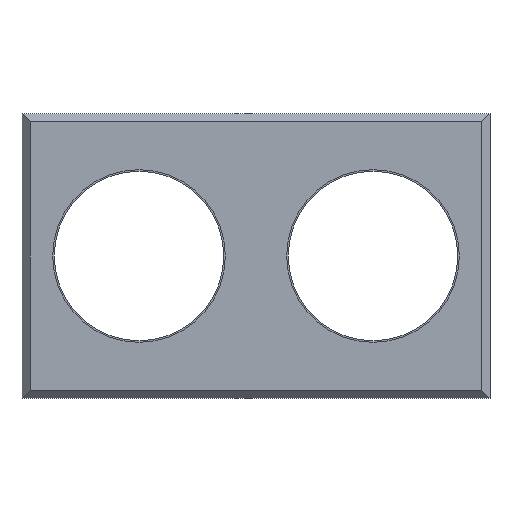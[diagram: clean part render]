
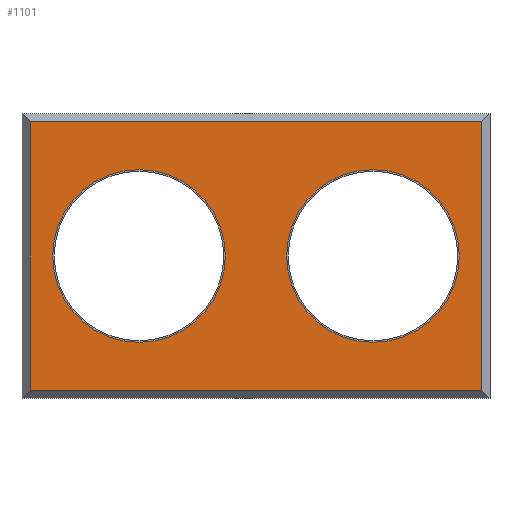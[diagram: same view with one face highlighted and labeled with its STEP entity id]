
A CAD part, left-side view. The second image highlights one B-rep face of the part: STEP entity #1101.
In plain terms, the highlighted planar face has unit normal (-1, 0, 0).
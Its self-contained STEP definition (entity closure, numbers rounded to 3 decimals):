
#26 = AXIS2_PLACEMENT_3D ( 'NONE', #346, #693, #1169 ) ;
#37 = VERTEX_POINT ( 'NONE', #1541 ) ;
#50 = EDGE_CURVE ( 'NONE', #132, #37, #315, .T. ) ;
#100 = VERTEX_POINT ( 'NONE', #669 ) ;
#130 = EDGE_CURVE ( 'NONE', #596, #555, #1091, .T. ) ;
#132 = VERTEX_POINT ( 'NONE', #1285 ) ;
#139 = EDGE_CURVE ( 'NONE', #1361, #100, #1005, .T. ) ;
#143 = ORIENTED_EDGE ( 'NONE', *, *, #247, .F. ) ;
#162 = ORIENTED_EDGE ( 'NONE', *, *, #139, .T. ) ;
#193 = CARTESIAN_POINT ( 'NONE',  ( 38.175, 242.3, 23.2 ) ) ;
#218 = DIRECTION ( 'NONE',  ( 0., 0., 1. ) ) ;
#247 = EDGE_CURVE ( 'NONE', #555, #596, #1540, .T. ) ;
#315 = LINE ( 'NONE', #1508, #1464 ) ;
#342 = DIRECTION ( 'NONE',  ( -1., 0., 0. ) ) ;
#346 = CARTESIAN_POINT ( 'NONE',  ( 38.175, 225.013, 29.8 ) ) ;
#347 = CARTESIAN_POINT ( 'NONE',  ( 38.175, 236.538, 34.05 ) ) ;
#434 = ORIENTED_EDGE ( 'NONE', *, *, #569, .F. ) ;
#443 = CARTESIAN_POINT ( 'NONE',  ( 38.175, 241.9, 23.2 ) ) ;
#447 = EDGE_LOOP ( 'NONE', ( #143, #665 ) ) ;
#450 = DIRECTION ( 'NONE',  ( 0., 0., 1. ) ) ;
#511 = AXIS2_PLACEMENT_3D ( 'NONE', #532, #524, #1145 ) ;
#524 = DIRECTION ( 'NONE',  ( -1., 0., 0. ) ) ;
#532 = CARTESIAN_POINT ( 'NONE',  ( 38.175, 225.013, 29.8 ) ) ;
#555 = VERTEX_POINT ( 'NONE', #1167 ) ;
#569 = EDGE_CURVE ( 'NONE', #1522, #1423, #891, .T. ) ;
#595 = DIRECTION ( 'NONE',  ( 0., 0., 1. ) ) ;
#596 = VERTEX_POINT ( 'NONE', #712 ) ;
#665 = ORIENTED_EDGE ( 'NONE', *, *, #130, .F. ) ;
#669 = CARTESIAN_POINT ( 'NONE',  ( 38.175, 219.65, 23.2 ) ) ;
#693 = DIRECTION ( 'NONE',  ( -1., 0., 0. ) ) ;
#710 = EDGE_CURVE ( 'NONE', #37, #1361, #1082, .T. ) ;
#712 = CARTESIAN_POINT ( 'NONE',  ( 38.175, 225.013, 25.55 ) ) ;
#720 = FACE_OUTER_BOUND ( 'NONE', #755, .T. ) ;
#738 = AXIS2_PLACEMENT_3D ( 'NONE', #1176, #814, #218 ) ;
#755 = EDGE_LOOP ( 'NONE', ( #162, #784, #1234, #1110 ) ) ;
#784 = ORIENTED_EDGE ( 'NONE', *, *, #1444, .T. ) ;
#810 = CARTESIAN_POINT ( 'NONE',  ( 38.175, 236.538, 29.8 ) ) ;
#814 = DIRECTION ( 'NONE',  ( -1., 0., 0. ) ) ;
#824 = FACE_BOUND ( 'NONE', #447, .T. ) ;
#830 = PLANE ( 'NONE',  #844 ) ;
#834 = DIRECTION ( 'NONE',  ( 0., 0., 1. ) ) ;
#844 = AXIS2_PLACEMENT_3D ( 'NONE', #1337, #342, #595 ) ;
#869 = CIRCLE ( 'NONE', #1521, 4.25 ) ;
#891 = CIRCLE ( 'NONE', #738, 4.25 ) ;
#950 = DIRECTION ( 'NONE',  ( 0., 0., -1. ) ) ;
#957 = CARTESIAN_POINT ( 'NONE',  ( 38.175, 241.9, 36.8 ) ) ;
#959 = LINE ( 'NONE', #1078, #1441 ) ;
#1005 = LINE ( 'NONE', #193, #1249 ) ;
#1037 = DIRECTION ( 'NONE',  ( 0., 1., 0. ) ) ;
#1078 = CARTESIAN_POINT ( 'NONE',  ( 38.175, 219.65, 36.8 ) ) ;
#1082 = LINE ( 'NONE', #957, #1092 ) ;
#1091 = CIRCLE ( 'NONE', #511, 4.25 ) ;
#1092 = VECTOR ( 'NONE', #950, 1000. ) ;
#1101 = ADVANCED_FACE ( 'NONE', ( #1434, #824, #720 ), #830, .T. ) ;
#1110 = ORIENTED_EDGE ( 'NONE', *, *, #710, .T. ) ;
#1145 = DIRECTION ( 'NONE',  ( 0., 0., 1. ) ) ;
#1167 = CARTESIAN_POINT ( 'NONE',  ( 38.175, 225.013, 34.05 ) ) ;
#1169 = DIRECTION ( 'NONE',  ( 0., 0., 1. ) ) ;
#1176 = CARTESIAN_POINT ( 'NONE',  ( 38.175, 236.538, 29.8 ) ) ;
#1234 = ORIENTED_EDGE ( 'NONE', *, *, #50, .T. ) ;
#1249 = VECTOR ( 'NONE', #1252, 1000. ) ;
#1252 = DIRECTION ( 'NONE',  ( 0., -1., 0. ) ) ;
#1285 = CARTESIAN_POINT ( 'NONE',  ( 38.175, 219.65, 36.4 ) ) ;
#1301 = DIRECTION ( 'NONE',  ( -1., 0., 0. ) ) ;
#1337 = CARTESIAN_POINT ( 'NONE',  ( 38.175, 242.3, 36.8 ) ) ;
#1361 = VERTEX_POINT ( 'NONE', #443 ) ;
#1375 = ORIENTED_EDGE ( 'NONE', *, *, #1454, .F. ) ;
#1423 = VERTEX_POINT ( 'NONE', #1528 ) ;
#1434 = FACE_BOUND ( 'NONE', #1553, .T. ) ;
#1441 = VECTOR ( 'NONE', #834, 1000. ) ;
#1444 = EDGE_CURVE ( 'NONE', #100, #132, #959, .T. ) ;
#1454 = EDGE_CURVE ( 'NONE', #1423, #1522, #869, .T. ) ;
#1464 = VECTOR ( 'NONE', #1037, 1000. ) ;
#1508 = CARTESIAN_POINT ( 'NONE',  ( 38.175, 242.3, 36.4 ) ) ;
#1521 = AXIS2_PLACEMENT_3D ( 'NONE', #810, #1301, #450 ) ;
#1522 = VERTEX_POINT ( 'NONE', #347 ) ;
#1528 = CARTESIAN_POINT ( 'NONE',  ( 38.175, 236.538, 25.55 ) ) ;
#1540 = CIRCLE ( 'NONE', #26, 4.25 ) ;
#1541 = CARTESIAN_POINT ( 'NONE',  ( 38.175, 241.9, 36.4 ) ) ;
#1553 = EDGE_LOOP ( 'NONE', ( #434, #1375 ) ) ;
